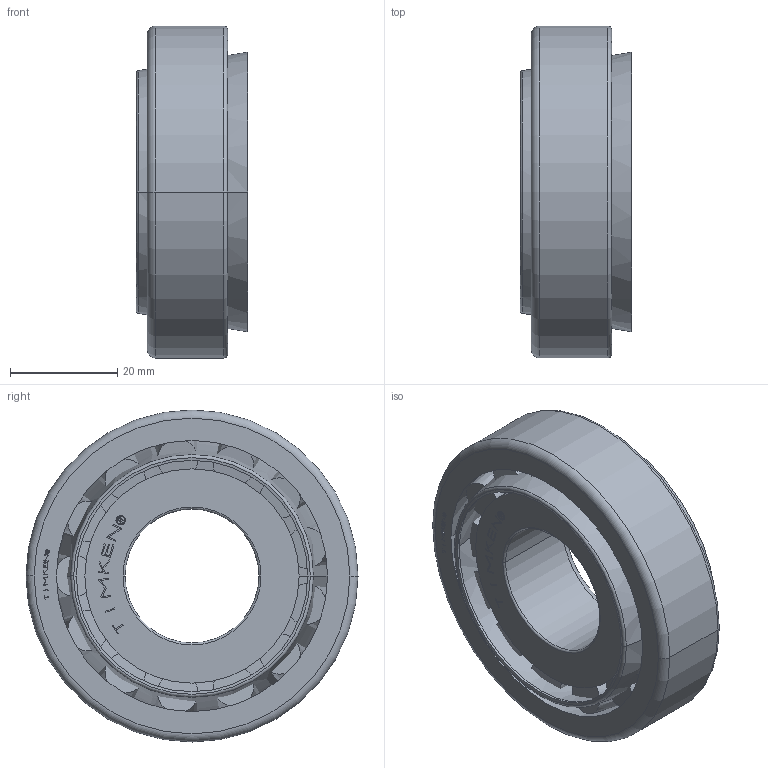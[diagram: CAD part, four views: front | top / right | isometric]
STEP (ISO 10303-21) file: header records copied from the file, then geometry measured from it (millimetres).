
FILE_DESCRIPTION(('starvars output'),'1');
FILE_NAME('30305.stp','19:33:51 2023/12/13',('TraceParts'),(' '),'Spatial InterOp 3D',' ',' ');
FILE_SCHEMA(('AUTOMOTIVE_DESIGN { 1 0 10303 214 3 1 1 }'));
Length unit declared in the file: millimetre
Products named in the file (1): 1
Bounding box: 20.8 x 62 x 62 mm (x, y, z)
Volume: 33115.6 mm3; surface area: 24301.2 mm2
Topology: 16 solids, 16 shells, 450 faces, 1122 edges, 738 vertices
Faces by surface type: plane 354, cone 46, cylinder 40, torus 10
Entity records: 17055 total; most frequent: CARTESIAN_POINT 2326, ORIENTED_EDGE 2244, DIRECTION 2226, EDGE_CURVE 1122, LINE 950, VECTOR 950, VERTEX_POINT 738, AXIS2_PLACEMENT_3D 638
